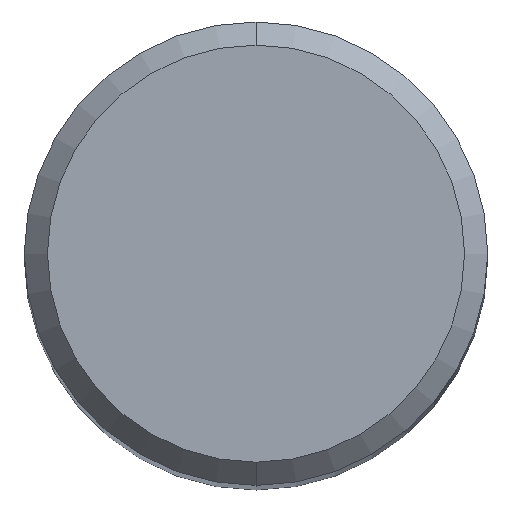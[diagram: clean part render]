
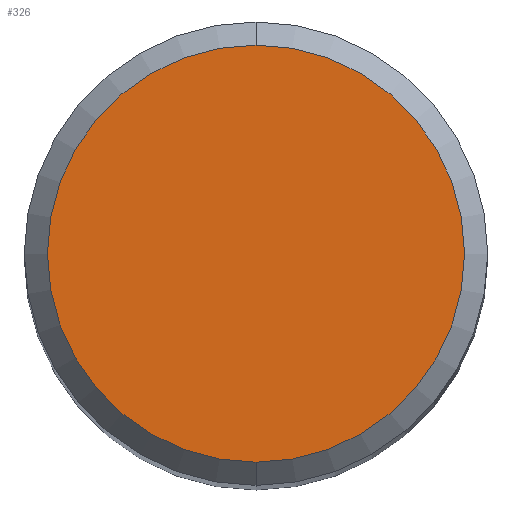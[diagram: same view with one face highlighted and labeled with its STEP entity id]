
A CAD part, top view. The second image highlights one B-rep face of the part: STEP entity #326.
In plain terms, the highlighted planar face has unit normal (0, 0, 1).
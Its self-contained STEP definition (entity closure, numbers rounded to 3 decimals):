
#260=VERTEX_POINT('',#569);
#318=VERTEX_POINT('',#634);
#326=ADVANCED_FACE('',(#642),#643,.T.);
#408=EDGE_CURVE('',#260,#318,#736,.T.);
#432=EDGE_CURVE('',#318,#260,#762,.T.);
#569=CARTESIAN_POINT('',(0.0,4.5,0.0));
#634=CARTESIAN_POINT('',(0.,-4.5,0.0));
#642=FACE_OUTER_BOUND('',#1161,.T.);
#643=PLANE('',#1162);
#736=CIRCLE('',#1345,4.5);
#762=CIRCLE('',#1379,4.5);
#1161=EDGE_LOOP('',(#1640,#1641));
#1162=AXIS2_PLACEMENT_3D('',#1642,#1643,#1644);
#1345=AXIS2_PLACEMENT_3D('',#1757,#1758,#1759);
#1379=AXIS2_PLACEMENT_3D('',#1782,#1783,#1784);
#1640=ORIENTED_EDGE('',*,*,#408,.F.);
#1641=ORIENTED_EDGE('',*,*,#432,.F.);
#1642=CARTESIAN_POINT('',(0.0,2.25,0.0));
#1643=DIRECTION('',(-0.0,0.0,1.0));
#1644=DIRECTION('',(0.0,-1.0,0.0));
#1757=CARTESIAN_POINT('',(0.0,0.0,0.0));
#1758=DIRECTION('',(0.0,0.0,-1.0));
#1759=DIRECTION('',(0.0,1.0,0.0));
#1782=CARTESIAN_POINT('',(0.0,0.0,0.0));
#1783=DIRECTION('',(0.0,0.0,-1.0));
#1784=DIRECTION('',(0.0,1.0,0.0));
